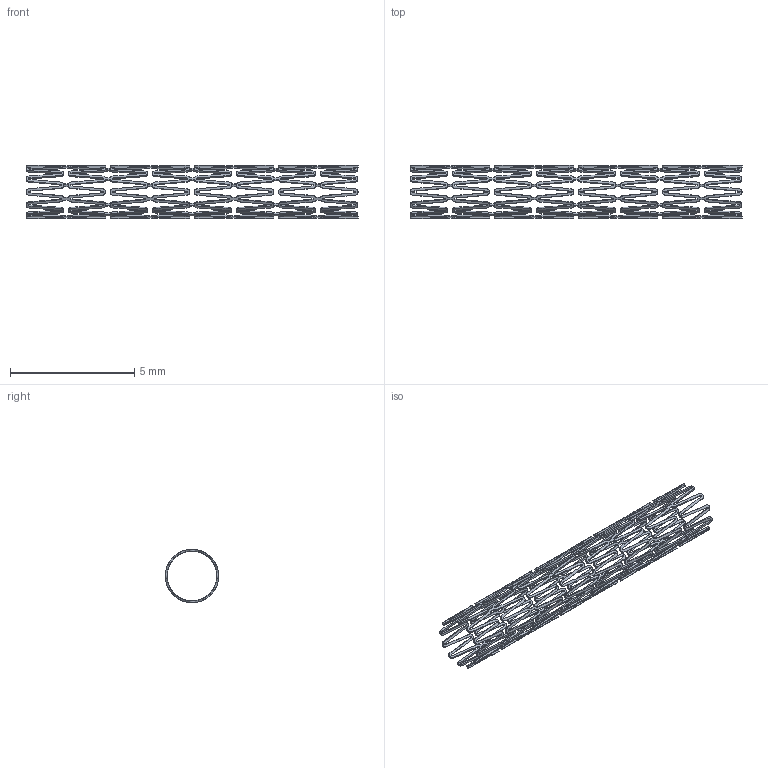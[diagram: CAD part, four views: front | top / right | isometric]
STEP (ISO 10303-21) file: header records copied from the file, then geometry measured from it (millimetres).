
FILE_DESCRIPTION (( 'STEP AP203' ), '1' );
FILE_NAME ('Czêœæ7.STEP', '2015-01-12T16:27:59', ( '' ), ( '' ), 'SwSTEP 2.0', 'SolidWorks 2013', '' );
FILE_SCHEMA (( 'CONFIG_CONTROL_DESIGN' ));
Products named in the file (1): Czêœæ7
Bounding box: 13.34 x 2.14 x 2.14 mm (x, y, z)
Volume: 1.9 mm3; surface area: 96.1 mm2
Topology: 1 solids, 1 shells, 948 faces, 2864 edges, 1888 vertices
Faces by surface type: bspline 888, plane 56, cylinder 4
Entity records: 42125 total; most frequent: CARTESIAN_POINT 24381, ORIENTED_EDGE 5728, EDGE_CURVE 2864, B_SPLINE_CURVE_WITH_KNOTS 2720, VERTEX_POINT 1888, EDGE_LOOP 976, FACE_OUTER_BOUND 948, ADVANCED_FACE 948
